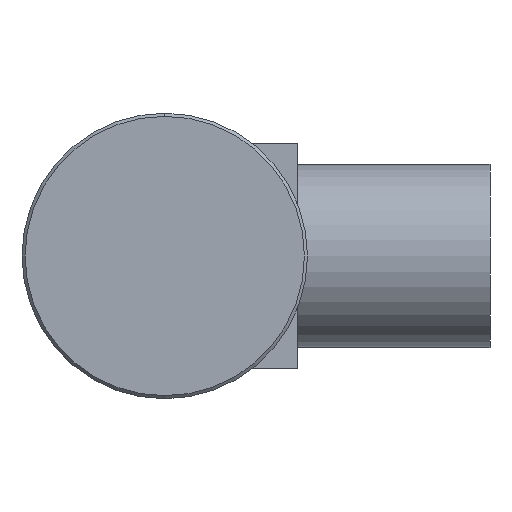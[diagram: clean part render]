
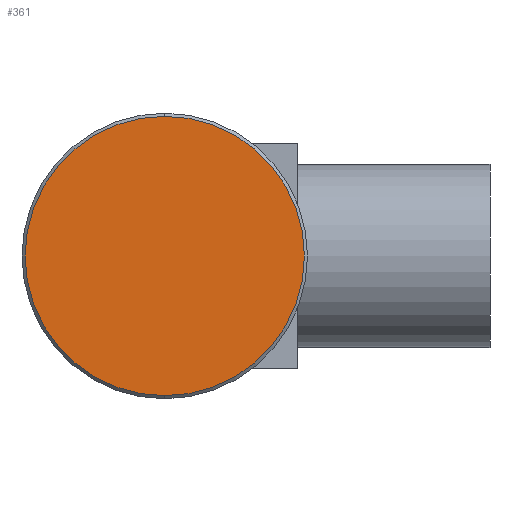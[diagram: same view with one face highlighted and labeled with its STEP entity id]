
A CAD part, left-side view. The second image highlights one B-rep face of the part: STEP entity #361.
In plain terms, the highlighted planar face has unit normal (-1, 0, 0).
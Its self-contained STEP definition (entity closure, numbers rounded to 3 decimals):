
#41 = AXIS2_PLACEMENT_3D ( 'NONE', #226, #133, #59 ) ;
#52 = EDGE_LOOP ( 'NONE', ( #672, #879 ) ) ;
#59 = DIRECTION ( 'NONE',  ( 0., 0., 1. ) ) ;
#133 = DIRECTION ( 'NONE',  ( -1., 0., 0. ) ) ;
#169 = AXIS2_PLACEMENT_3D ( 'NONE', #373, #938, #871 ) ;
#209 = DIRECTION ( 'NONE',  ( 0., 0., 1. ) ) ;
#226 = CARTESIAN_POINT ( 'NONE',  ( 0., 0., 0. ) ) ;
#308 = VERTEX_POINT ( 'NONE', #718 ) ;
#313 = EDGE_CURVE ( 'NONE', #447, #308, #906, .T. ) ;
#361 = ADVANCED_FACE ( 'NONE', ( #690 ), #809, .F. ) ;
#362 = AXIS2_PLACEMENT_3D ( 'NONE', #925, #805, #209 ) ;
#373 = CARTESIAN_POINT ( 'NONE',  ( 0., 0., 0. ) ) ;
#396 = EDGE_CURVE ( 'NONE', #308, #447, #513, .T. ) ;
#447 = VERTEX_POINT ( 'NONE', #937 ) ;
#513 = CIRCLE ( 'NONE', #41, 13.7 ) ;
#672 = ORIENTED_EDGE ( 'NONE', *, *, #396, .T. ) ;
#690 = FACE_OUTER_BOUND ( 'NONE', #52, .T. ) ;
#718 = CARTESIAN_POINT ( 'NONE',  ( 0., 0., -13.7 ) ) ;
#805 = DIRECTION ( 'NONE',  ( -1., 0., 0. ) ) ;
#809 = PLANE ( 'NONE',  #169 ) ;
#871 = DIRECTION ( 'NONE',  ( 0., 0., -1. ) ) ;
#879 = ORIENTED_EDGE ( 'NONE', *, *, #313, .T. ) ;
#906 = CIRCLE ( 'NONE', #362, 13.7 ) ;
#925 = CARTESIAN_POINT ( 'NONE',  ( 0., 0., 0. ) ) ;
#937 = CARTESIAN_POINT ( 'NONE',  ( 0., 0., 13.7 ) ) ;
#938 = DIRECTION ( 'NONE',  ( 1., 0., 0. ) ) ;
